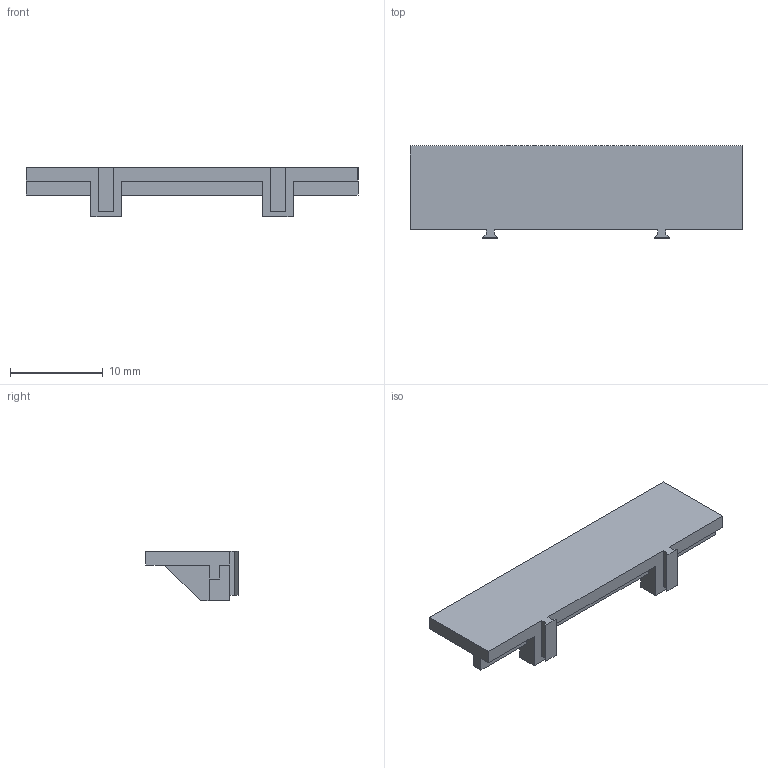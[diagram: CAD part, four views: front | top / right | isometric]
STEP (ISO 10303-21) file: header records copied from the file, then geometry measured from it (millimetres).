
FILE_DESCRIPTION(('STEP AP214'),'2;1');
FILE_NAME('090002_catalogo.stp','2010-09-07T14:25:03',(''),(''),'2007.1.106','THINKDESIGN','');
FILE_SCHEMA(('AUTOMOTIVE_DESIGN'));
Length unit declared in the file: millimetre
Products named in the file (1): None
Bounding box: 35.7 x 9.9 x 5.35 mm (x, y, z)
Surface area: 1016.1 mm2 (no closed solid volume)
Topology: 0 solids, 0 shells, 42 faces, 240 edges, 240 vertices
Faces by surface type: plane 39, bspline 3
Entity records: 2369 total; most frequent: CARTESIAN_POINT 531, DIRECTION 318, VECTOR 240, LINE 240, TRIMMED_CURVE 240, COMPOSITE_CURVE_SEGMENT 240, OUTER_BOUNDARY_CURVE 42, CURVE_BOUNDED_SURFACE 42
